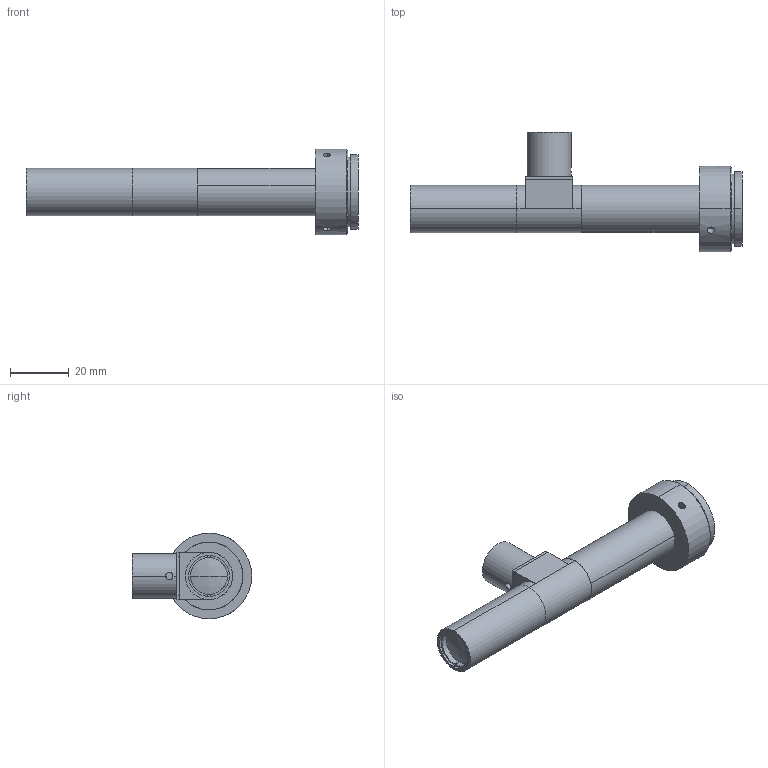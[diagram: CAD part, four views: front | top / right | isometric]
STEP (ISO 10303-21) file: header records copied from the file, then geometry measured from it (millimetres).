
FILE_DESCRIPTION (( 'STEP AP203' ), '1' );
FILE_NAME ('XF-T6X110D.STEP', '2015-07-31T06:52:09', ( 'Lxtx999.CoM' ), ( 'Lxtx999.CoM' ), 'SwSTEP 2.0', 'SolidWorks 2014', '' );
FILE_SCHEMA (( 'CONFIG_CONTROL_DESIGN' ));
Length unit declared in the file: millimetre
Products named in the file (1): XF-T6X110D
Bounding box: 112.68 x 40.5 x 29 mm (x, y, z)
Surface area: 11761.8 mm2 (no closed solid volume)
Topology: 0 solids, 8 shells, 89 faces, 234 edges, 157 vertices
Faces by surface type: cylinder 55, plane 30, sphere 2, cone 2
Entity records: 3216 total; most frequent: CARTESIAN_POINT 869, DIRECTION 510, ORIENTED_EDGE 408, EDGE_CURVE 234, AXIS2_PLACEMENT_3D 206, VERTEX_POINT 157, EDGE_LOOP 117, CIRCLE 116
